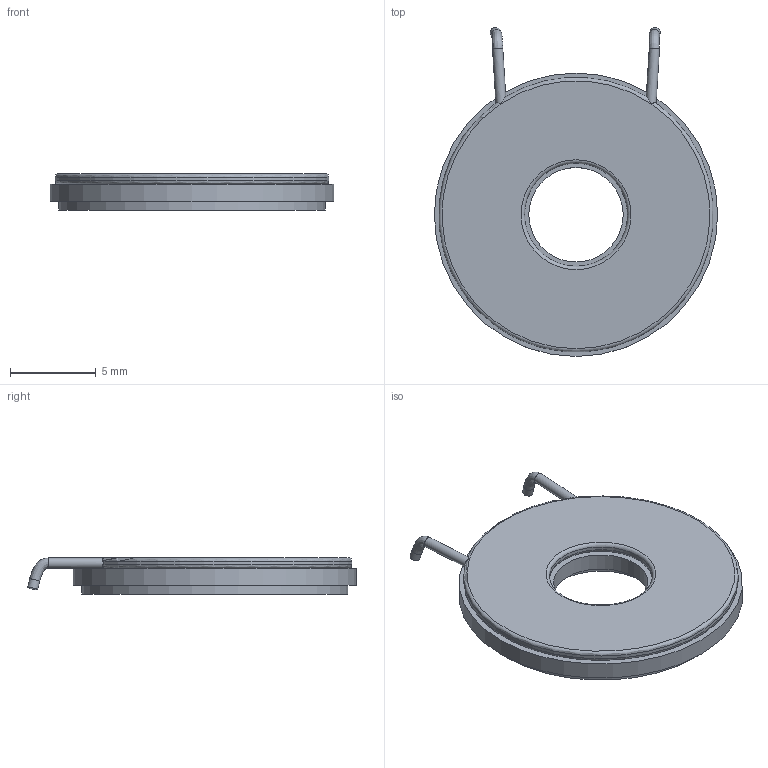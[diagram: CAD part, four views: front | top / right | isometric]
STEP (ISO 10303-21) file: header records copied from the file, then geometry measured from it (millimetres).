
FILE_DESCRIPTION(/* description */ (''),/* implementation_level */ '2;1');
FILE_NAME(/* name */ 'Transmitter Coil for Kicad v2.step',/* time_stamp */ '2022-04-05T09:44:23-04:00',/* author */ (''),/* organization */ (''),/* preprocessor_version */ 'ST-DEVELOPER v18.1',/* originating_system */ 'Autodesk Translation Framework v10.10.0.1391',/* authorisation */ '');
FILE_SCHEMA (('AUTOMOTIVE_DESIGN { 1 0 10303 214 3 1 1 }'));
Length unit declared in the file: millimetre
Products named in the file (1): Transmitter Coil for Kicad
Bounding box: 16.5 x 19.15 x 2.1 mm (x, y, z)
Volume: 373.1 mm3; surface area: 1188.5 mm2
Topology: 3 solids, 3 shells, 27 faces, 61 edges, 40 vertices
Faces by surface type: cylinder 11, plane 8, torus 6, bspline 2
Full cylindrical faces by diameter (mm): 0.6 x4, 5.5 x1, 6 x1, 6.5 x1, 15.5 x1, 16.5 x1
Entity records: 1162 total; most frequent: CARTESIAN_POINT 493, DIRECTION 131, ORIENTED_EDGE 122, EDGE_CURVE 61, AXIS2_PLACEMENT_3D 61, VERTEX_POINT 40, CIRCLE 35, EDGE_LOOP 33
